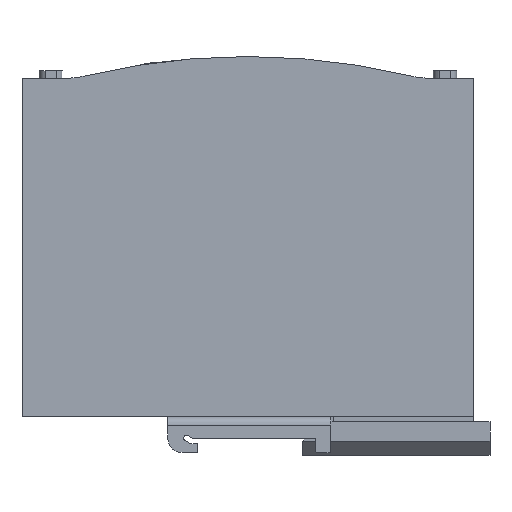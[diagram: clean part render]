
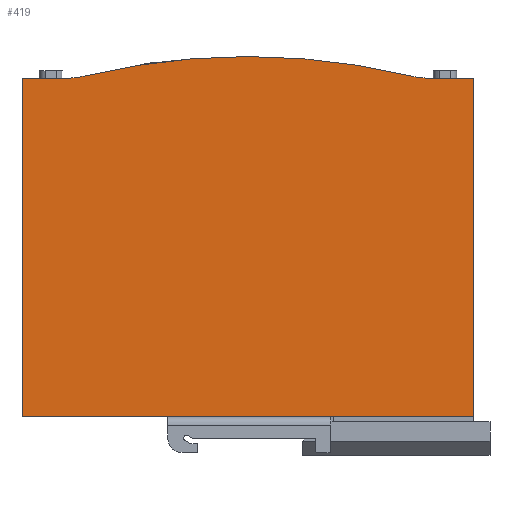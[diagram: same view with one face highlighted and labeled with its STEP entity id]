
A CAD part, left-side view. The second image highlights one B-rep face of the part: STEP entity #419.
In plain terms, the highlighted planar face has unit normal (-1, 0, 0).
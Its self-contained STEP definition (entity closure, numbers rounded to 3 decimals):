
#419 = ADVANCED_FACE ( 'NONE', ( #2295 ), #7555, .F. ) ;
#609 = ORIENTED_EDGE ( 'NONE', *, *, #2461, .F. ) ;
#632 = CARTESIAN_POINT ( 'NONE',  ( 0., 0., 94. ) ) ;
#725 = EDGE_CURVE ( 'NONE', #9414, #7529, #7788, .T. ) ;
#784 = DIRECTION ( 'NONE',  ( 1., 0., 0. ) ) ;
#1077 = EDGE_CURVE ( 'NONE', #8181, #4917, #4719, .T. ) ;
#1433 = AXIS2_PLACEMENT_3D ( 'NONE', #4827, #4855, #1741 ) ;
#1449 = DIRECTION ( 'NONE',  ( 0., 0., -1. ) ) ;
#1498 = CARTESIAN_POINT ( 'NONE',  ( 0., 112.95, 114. ) ) ;
#1718 = CARTESIAN_POINT ( 'NONE',  ( 0., 125.5, 0. ) ) ;
#1741 = DIRECTION ( 'NONE',  ( 0., 0., -1. ) ) ;
#1871 = VERTEX_POINT ( 'NONE', #2415 ) ;
#1894 = CARTESIAN_POINT ( 'NONE',  ( 0., 62.75, -93.005 ) ) ;
#2212 = EDGE_LOOP ( 'NONE', ( #9667, #2907, #8888, #7370, #3153, #8736, #9282, #609, #3543 ) ) ;
#2295 = FACE_OUTER_BOUND ( 'NONE', #2212, .T. ) ;
#2415 = CARTESIAN_POINT ( 'NONE',  ( 0., 62.75, 100. ) ) ;
#2461 = EDGE_CURVE ( 'NONE', #4917, #7529, #8069, .T. ) ;
#2570 = VERTEX_POINT ( 'NONE', #6471 ) ;
#2790 = DIRECTION ( 'NONE',  ( 1., 0., 0. ) ) ;
#2801 = DIRECTION ( 'NONE',  ( 0., 0., -1. ) ) ;
#2846 = CARTESIAN_POINT ( 'NONE',  ( 0., 62.75, -93.005 ) ) ;
#2907 = ORIENTED_EDGE ( 'NONE', *, *, #6014, .F. ) ;
#2956 = VERTEX_POINT ( 'NONE', #632 ) ;
#3153 = ORIENTED_EDGE ( 'NONE', *, *, #9724, .F. ) ;
#3271 = AXIS2_PLACEMENT_3D ( 'NONE', #9474, #6250, #1449 ) ;
#3543 = ORIENTED_EDGE ( 'NONE', *, *, #1077, .F. ) ;
#4265 = CARTESIAN_POINT ( 'NONE',  ( 0., 0., 94. ) ) ;
#4719 = LINE ( 'NONE', #8063, #8941 ) ;
#4827 = CARTESIAN_POINT ( 'NONE',  ( 0., 12.55, 114. ) ) ;
#4855 = DIRECTION ( 'NONE',  ( 1., 0., 0. ) ) ;
#4917 = VERTEX_POINT ( 'NONE', #6606 ) ;
#5117 = DIRECTION ( 'NONE',  ( 0., 1., 0. ) ) ;
#5832 = VECTOR ( 'NONE', #5117, 1000. ) ;
#5988 = CIRCLE ( 'NONE', #10091, 193.005 ) ;
#6014 = EDGE_CURVE ( 'NONE', #2956, #9777, #9727, .T. ) ;
#6139 = VECTOR ( 'NONE', #8592, 1000. ) ;
#6250 = DIRECTION ( 'NONE',  ( 1., 0., 0. ) ) ;
#6471 = CARTESIAN_POINT ( 'NONE',  ( 0., 17.263, 94.563 ) ) ;
#6472 = DIRECTION ( 'NONE',  ( 0., 0., 1. ) ) ;
#6606 = CARTESIAN_POINT ( 'NONE',  ( 0., 125.5, 94. ) ) ;
#6608 = LINE ( 'NONE', #4265, #9347 ) ;
#6624 = DIRECTION ( 'NONE',  ( 0., -1., 0. ) ) ;
#6780 = CARTESIAN_POINT ( 'NONE',  ( 0., 12.55, 94. ) ) ;
#6787 = CIRCLE ( 'NONE', #3271, 193.005 ) ;
#7022 = CARTESIAN_POINT ( 'NONE',  ( 0., 0., 0. ) ) ;
#7055 = DIRECTION ( 'NONE',  ( 0., -1., 0. ) ) ;
#7173 = DIRECTION ( 'NONE',  ( 0., 0., -1. ) ) ;
#7184 = EDGE_CURVE ( 'NONE', #9414, #1871, #5988, .T. ) ;
#7370 = ORIENTED_EDGE ( 'NONE', *, *, #8049, .T. ) ;
#7529 = VERTEX_POINT ( 'NONE', #10267 ) ;
#7555 = PLANE ( 'NONE',  #9079 ) ;
#7578 = CARTESIAN_POINT ( 'NONE',  ( 0., 0., 0. ) ) ;
#7626 = DIRECTION ( 'NONE',  ( 0., 0., -1. ) ) ;
#7743 = EDGE_CURVE ( 'NONE', #9544, #2956, #6608, .T. ) ;
#7788 = CIRCLE ( 'NONE', #9814, 20. ) ;
#7841 = VECTOR ( 'NONE', #7055, 1000. ) ;
#8049 = EDGE_CURVE ( 'NONE', #9544, #2570, #9710, .T. ) ;
#8063 = CARTESIAN_POINT ( 'NONE',  ( 0., 125.5, 0. ) ) ;
#8069 = LINE ( 'NONE', #9426, #7841 ) ;
#8181 = VERTEX_POINT ( 'NONE', #1718 ) ;
#8186 = CARTESIAN_POINT ( 'NONE',  ( 0., 108.237, 94.563 ) ) ;
#8411 = DIRECTION ( 'NONE',  ( 1., 0., 0. ) ) ;
#8592 = DIRECTION ( 'NONE',  ( 0., 0., -1. ) ) ;
#8736 = ORIENTED_EDGE ( 'NONE', *, *, #7184, .F. ) ;
#8800 = LINE ( 'NONE', #7578, #5832 ) ;
#8888 = ORIENTED_EDGE ( 'NONE', *, *, #7743, .F. ) ;
#8941 = VECTOR ( 'NONE', #6472, 1000. ) ;
#9079 = AXIS2_PLACEMENT_3D ( 'NONE', #2846, #8411, #2801 ) ;
#9282 = ORIENTED_EDGE ( 'NONE', *, *, #725, .T. ) ;
#9347 = VECTOR ( 'NONE', #6624, 1000. ) ;
#9414 = VERTEX_POINT ( 'NONE', #8186 ) ;
#9426 = CARTESIAN_POINT ( 'NONE',  ( 0., 125.5, 94. ) ) ;
#9434 = EDGE_CURVE ( 'NONE', #9777, #8181, #8800, .T. ) ;
#9474 = CARTESIAN_POINT ( 'NONE',  ( 0., 62.75, -93.005 ) ) ;
#9544 = VERTEX_POINT ( 'NONE', #6780 ) ;
#9667 = ORIENTED_EDGE ( 'NONE', *, *, #9434, .F. ) ;
#9710 = CIRCLE ( 'NONE', #1433, 20. ) ;
#9724 = EDGE_CURVE ( 'NONE', #1871, #2570, #6787, .T. ) ;
#9727 = LINE ( 'NONE', #7022, #6139 ) ;
#9777 = VERTEX_POINT ( 'NONE', #10172 ) ;
#9814 = AXIS2_PLACEMENT_3D ( 'NONE', #1498, #784, #7173 ) ;
#10091 = AXIS2_PLACEMENT_3D ( 'NONE', #1894, #2790, #7626 ) ;
#10172 = CARTESIAN_POINT ( 'NONE',  ( 0., 0., 0. ) ) ;
#10267 = CARTESIAN_POINT ( 'NONE',  ( 0., 112.95, 94. ) ) ;
